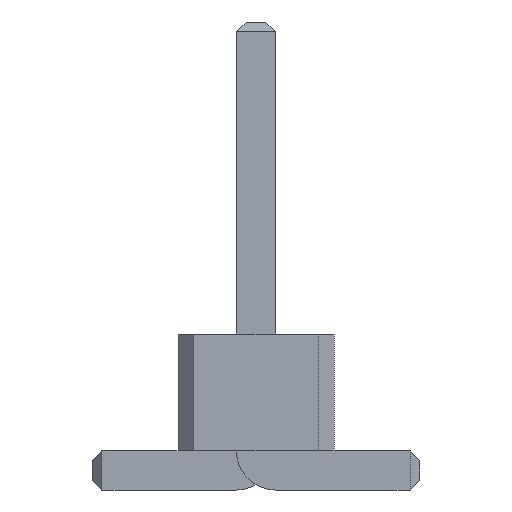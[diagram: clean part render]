
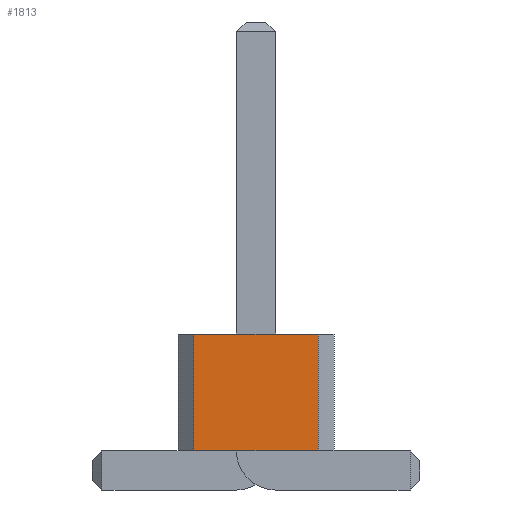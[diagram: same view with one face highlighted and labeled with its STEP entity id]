
A CAD part, front view. The second image highlights one B-rep face of the part: STEP entity #1813.
In plain terms, the highlighted planar face has unit normal (0, -1, 0).
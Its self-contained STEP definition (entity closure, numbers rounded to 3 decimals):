
#422 = VERTEX_POINT('',#423);
#423 = CARTESIAN_POINT('',(0.8,-6.,0.5));
#429 = EDGE_CURVE('',#430,#422,#432,.T.);
#430 = VERTEX_POINT('',#431);
#431 = CARTESIAN_POINT('',(-0.8,-6.,0.5));
#432 = LINE('',#433,#434);
#433 = CARTESIAN_POINT('',(-0.8,-6.,0.5));
#434 = VECTOR('',#435,1.);
#435 = DIRECTION('',(1.,0.,0.));
#846 = VERTEX_POINT('',#847);
#847 = CARTESIAN_POINT('',(0.8,-6.,2.));
#853 = EDGE_CURVE('',#854,#846,#856,.T.);
#854 = VERTEX_POINT('',#855);
#855 = CARTESIAN_POINT('',(-0.8,-6.,2.));
#856 = LINE('',#857,#858);
#857 = CARTESIAN_POINT('',(-0.8,-6.,2.));
#858 = VECTOR('',#859,1.);
#859 = DIRECTION('',(1.,0.,0.));
#1802 = EDGE_CURVE('',#430,#854,#1803,.T.);
#1803 = LINE('',#1804,#1805);
#1804 = CARTESIAN_POINT('',(-0.8,-6.,0.5));
#1805 = VECTOR('',#1806,1.);
#1806 = DIRECTION('',(0.,0.,1.));
#1813 = ADVANCED_FACE('',(#1814),#1825,.F.);
#1814 = FACE_BOUND('',#1815,.F.);
#1815 = EDGE_LOOP('',(#1816,#1817,#1818,#1824));
#1816 = ORIENTED_EDGE('',*,*,#1802,.T.);
#1817 = ORIENTED_EDGE('',*,*,#853,.T.);
#1818 = ORIENTED_EDGE('',*,*,#1819,.F.);
#1819 = EDGE_CURVE('',#422,#846,#1820,.T.);
#1820 = LINE('',#1821,#1822);
#1821 = CARTESIAN_POINT('',(0.8,-6.,0.5));
#1822 = VECTOR('',#1823,1.);
#1823 = DIRECTION('',(0.,0.,1.));
#1824 = ORIENTED_EDGE('',*,*,#429,.F.);
#1825 = PLANE('',#1826);
#1826 = AXIS2_PLACEMENT_3D('',#1827,#1828,#1829);
#1827 = CARTESIAN_POINT('',(-0.8,-6.,0.5));
#1828 = DIRECTION('',(0.,1.,0.));
#1829 = DIRECTION('',(1.,0.,0.));
